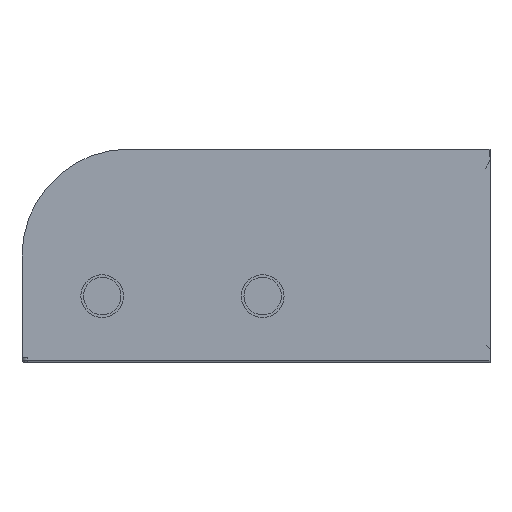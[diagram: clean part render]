
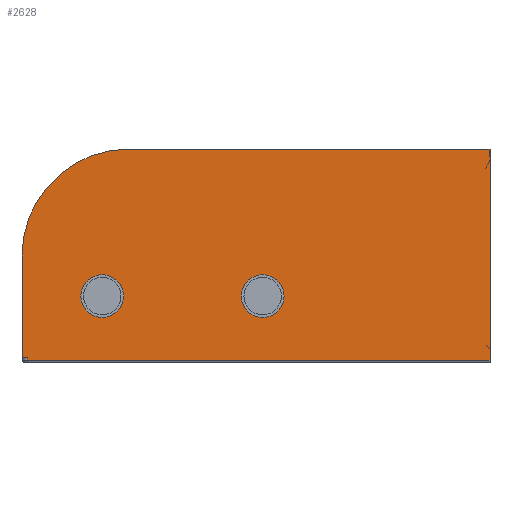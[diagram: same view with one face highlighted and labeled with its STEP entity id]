
A CAD part, left-side view. The second image highlights one B-rep face of the part: STEP entity #2628.
In plain terms, the highlighted planar face has unit normal (-1, 0, 0).
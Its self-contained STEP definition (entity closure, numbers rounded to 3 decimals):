
#119=FACE_BOUND('',#545,.T.);
#120=FACE_BOUND('',#546,.T.);
#186=PLANE('',#2958);
#339=FACE_OUTER_BOUND('',#544,.T.);
#544=EDGE_LOOP('',(#2348,#2349,#2350,#2351,#2352,#2353,#2354,#2355,#2356));
#545=EDGE_LOOP('',(#2357));
#546=EDGE_LOOP('',(#2358));
#628=LINE('',#4177,#830);
#656=LINE('',#4293,#858);
#660=LINE('',#4304,#862);
#726=LINE('',#4565,#928);
#728=LINE('',#4570,#930);
#755=LINE('',#4652,#957);
#756=LINE('',#4654,#958);
#757=LINE('',#4655,#959);
#830=VECTOR('',#3325,10.);
#858=VECTOR('',#3373,10.);
#862=VECTOR('',#3381,10.);
#928=VECTOR('',#3661,10.);
#930=VECTOR('',#3665,10.);
#957=VECTOR('',#3764,10.);
#958=VECTOR('',#3765,10.);
#959=VECTOR('',#3766,10.);
#1082=CIRCLE('',#2934,40.);
#1091=CIRCLE('',#2952,8.);
#1093=CIRCLE('',#2956,8.);
#1192=VERTEX_POINT('',#4158);
#1195=VERTEX_POINT('',#4175);
#1225=VERTEX_POINT('',#4292);
#1230=VERTEX_POINT('',#4302);
#1297=VERTEX_POINT('',#4551);
#1303=VERTEX_POINT('',#4563);
#1304=VERTEX_POINT('',#4567);
#1319=VERTEX_POINT('',#4633);
#1321=VERTEX_POINT('',#4641);
#1324=VERTEX_POINT('',#4651);
#1325=VERTEX_POINT('',#4653);
#1465=EDGE_CURVE('',#1195,#1192,#628,.T.);
#1500=EDGE_CURVE('',#1192,#1225,#656,.T.);
#1506=EDGE_CURVE('',#1230,#1195,#660,.T.);
#1630=EDGE_CURVE('',#1303,#1297,#726,.T.);
#1632=EDGE_CURVE('',#1304,#1230,#728,.T.);
#1645=EDGE_CURVE('',#1297,#1304,#1082,.T.);
#1665=EDGE_CURVE('',#1319,#1319,#1091,.T.);
#1669=EDGE_CURVE('',#1321,#1321,#1093,.T.);
#1673=EDGE_CURVE('',#1303,#1324,#755,.T.);
#1674=EDGE_CURVE('',#1325,#1324,#756,.T.);
#1675=EDGE_CURVE('',#1325,#1225,#757,.T.);
#2348=ORIENTED_EDGE('',*,*,#1645,.F.);
#2349=ORIENTED_EDGE('',*,*,#1630,.F.);
#2350=ORIENTED_EDGE('',*,*,#1673,.T.);
#2351=ORIENTED_EDGE('',*,*,#1674,.F.);
#2352=ORIENTED_EDGE('',*,*,#1675,.T.);
#2353=ORIENTED_EDGE('',*,*,#1500,.F.);
#2354=ORIENTED_EDGE('',*,*,#1465,.F.);
#2355=ORIENTED_EDGE('',*,*,#1506,.F.);
#2356=ORIENTED_EDGE('',*,*,#1632,.F.);
#2357=ORIENTED_EDGE('',*,*,#1665,.T.);
#2358=ORIENTED_EDGE('',*,*,#1669,.T.);
#2628=ADVANCED_FACE('',(#339,#119,#120),#186,.T.);
#2934=AXIS2_PLACEMENT_3D('',#4596,#3698,#3699);
#2952=AXIS2_PLACEMENT_3D('',#4635,#3745,#3746);
#2956=AXIS2_PLACEMENT_3D('',#4643,#3755,#3756);
#2958=AXIS2_PLACEMENT_3D('',#4650,#3762,#3763);
#3325=DIRECTION('',(0.,0.,-1.));
#3373=DIRECTION('',(0.,0.,-1.));
#3381=DIRECTION('',(0.,0.,-1.));
#3661=DIRECTION('',(0.,0.,1.));
#3665=DIRECTION('',(0.,-1.,0.));
#3698=DIRECTION('center_axis',(1.,0.,0.));
#3699=DIRECTION('ref_axis',(0.,0.707,0.707));
#3745=DIRECTION('center_axis',(1.,0.,0.));
#3746=DIRECTION('ref_axis',(0.,1.,0.));
#3755=DIRECTION('center_axis',(1.,0.,0.));
#3756=DIRECTION('ref_axis',(0.,1.,0.));
#3762=DIRECTION('center_axis',(-1.,0.,0.));
#3763=DIRECTION('ref_axis',(0.,-1.,0.));
#3764=DIRECTION('',(0.,-1.,0.));
#3765=DIRECTION('',(0.,0.,1.));
#3766=DIRECTION('',(0.,-1.,0.));
#4158=CARTESIAN_POINT('',(-75.,-125.,5.312));
#4175=CARTESIAN_POINT('',(-75.,-125.,75.929));
#4177=CARTESIAN_POINT('',(-75.,-125.,2.));
#4292=CARTESIAN_POINT('',(-75.,-125.,1.));
#4293=CARTESIAN_POINT('',(-75.,-125.,2.));
#4302=CARTESIAN_POINT('',(-75.,-125.,80.));
#4304=CARTESIAN_POINT('',(-75.,-125.,2.));
#4551=CARTESIAN_POINT('',(-75.,50.,40.));
#4563=CARTESIAN_POINT('',(-75.,50.,2.));
#4565=CARTESIAN_POINT('',(-75.,50.,2.));
#4567=CARTESIAN_POINT('',(-75.,10.,80.));
#4570=CARTESIAN_POINT('',(-75.,50.,80.));
#4596=CARTESIAN_POINT('Origin',(-75.,10.,40.));
#4633=CARTESIAN_POINT('',(-75.,-48.,25.));
#4635=CARTESIAN_POINT('Origin',(-75.,-40.,25.));
#4641=CARTESIAN_POINT('',(-75.,12.,25.));
#4643=CARTESIAN_POINT('Origin',(-75.,20.,25.));
#4650=CARTESIAN_POINT('Origin',(-75.,50.,0.));
#4651=CARTESIAN_POINT('',(-75.,48.,2.));
#4652=CARTESIAN_POINT('',(-75.,50.,2.));
#4653=CARTESIAN_POINT('',(-75.,48.,1.));
#4654=CARTESIAN_POINT('',(-75.,48.,0.));
#4655=CARTESIAN_POINT('',(-75.,-50.,1.));
